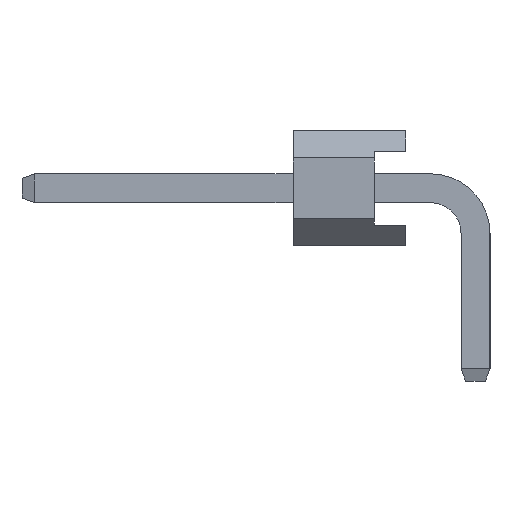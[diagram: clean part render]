
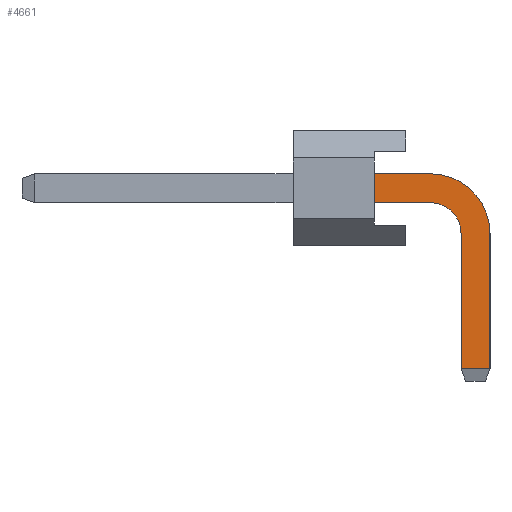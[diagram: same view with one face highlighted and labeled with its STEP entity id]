
A CAD part, left-side view. The second image highlights one B-rep face of the part: STEP entity #4661.
In plain terms, the highlighted planar face has unit normal (-1, 0, 0).
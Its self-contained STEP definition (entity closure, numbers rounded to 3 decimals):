
#4661=ADVANCED_FACE('',(#13017),#13019,.T.);
#13017=FACE_BOUND('',#13018,.T.);
#13018=EDGE_LOOP('',(#19817,#19818,#19819,#19820,#19821,#19822,#19823,#19824));
#13019=PLANE('',#13020);
#13020=AXIS2_PLACEMENT_3D('',#13021,#13022,#13023);
#13021=CARTESIAN_POINT('',(-0.32,0.32,-3.));
#13022=DIRECTION('',(-1.,0.,0.));
#13023=DIRECTION('',(0.,-1.,0.));
#19817=ORIENTED_EDGE('',*,*,#23863,.T.);
#19818=ORIENTED_EDGE('',*,*,#23864,.T.);
#19819=ORIENTED_EDGE('',*,*,#23865,.T.);
#19820=ORIENTED_EDGE('',*,*,#23866,.T.);
#19821=ORIENTED_EDGE('',*,*,#22529,.T.);
#19822=ORIENTED_EDGE('',*,*,#23867,.F.);
#19823=ORIENTED_EDGE('',*,*,#23868,.F.);
#19824=ORIENTED_EDGE('',*,*,#23869,.F.);
#22529=EDGE_CURVE('',#25799,#25800,#25801,.T.);
#23863=EDGE_CURVE('',#27893,#27894,#27895,.T.);
#23864=EDGE_CURVE('',#27894,#27896,#27897,.T.);
#23865=EDGE_CURVE('',#27896,#27898,#27899,.T.);
#23866=EDGE_CURVE('',#27898,#25799,#27900,.T.);
#23867=EDGE_CURVE('',#27901,#25800,#27902,.T.);
#23868=EDGE_CURVE('',#27903,#27901,#27904,.T.);
#23869=EDGE_CURVE('',#27893,#27903,#27905,.T.);
#25799=VERTEX_POINT('',#31377);
#25800=VERTEX_POINT('',#31378);
#25801=LINE('',#31379,#31380);
#27893=VERTEX_POINT('',#36263);
#27894=VERTEX_POINT('',#36264);
#27895=LINE('',#36265,#36266);
#27896=VERTEX_POINT('',#36268);
#27897=LINE('',#36269,#36270);
#27898=VERTEX_POINT('',#36272);
#27899=CIRCLE('',#36273,1.32);
#27900=LINE('',#36277,#36278);
#27901=VERTEX_POINT('',#36280);
#27902=LINE('',#36281,#36282);
#27903=VERTEX_POINT('',#36284);
#27904=CIRCLE('',#36285,0.68);
#27905=LINE('',#36289,#36290);
#31377=CARTESIAN_POINT('',(-0.32,2.24,1.59));
#31378=CARTESIAN_POINT('',(-0.32,2.24,0.95));
#31379=CARTESIAN_POINT('',(-0.32,2.24,1.59));
#31380=VECTOR('',#31381,1.);
#31381=DIRECTION('',(0.,0.,-1.));
#36263=CARTESIAN_POINT('',(-0.32,0.32,-2.725));
#36264=CARTESIAN_POINT('',(-0.32,-0.32,-2.725));
#36265=CARTESIAN_POINT('',(-0.32,0.32,-2.725));
#36266=VECTOR('',#36267,1.);
#36267=DIRECTION('',(0.,-1.,0.));
#36268=CARTESIAN_POINT('',(-0.32,-0.32,0.27));
#36269=CARTESIAN_POINT('',(-0.32,-0.32,-2.725));
#36270=VECTOR('',#36271,1.);
#36271=DIRECTION('',(0.,0.,1.));
#36272=CARTESIAN_POINT('',(-0.32,1.,1.59));
#36273=AXIS2_PLACEMENT_3D('',#36274,#36275,#36276);
#36274=CARTESIAN_POINT('',(-0.32,1.,0.27));
#36275=DIRECTION('',(-1.,-0.,0.));
#36276=DIRECTION('',(0.,-1.,0.));
#36277=CARTESIAN_POINT('',(-0.32,1.,1.59));
#36278=VECTOR('',#36279,1.);
#36279=DIRECTION('',(0.,1.,0.));
#36280=CARTESIAN_POINT('',(-0.32,1.,0.95));
#36281=CARTESIAN_POINT('',(-0.32,1.,0.95));
#36282=VECTOR('',#36283,1.);
#36283=DIRECTION('',(0.,1.,0.));
#36284=CARTESIAN_POINT('',(-0.32,0.32,0.27));
#36285=AXIS2_PLACEMENT_3D('',#36286,#36287,#36288);
#36286=CARTESIAN_POINT('',(-0.32,1.,0.27));
#36287=DIRECTION('',(-1.,-0.,0.));
#36288=DIRECTION('',(0.,-1.,0.));
#36289=CARTESIAN_POINT('',(-0.32,0.32,-2.725));
#36290=VECTOR('',#36291,1.);
#36291=DIRECTION('',(0.,0.,1.));
